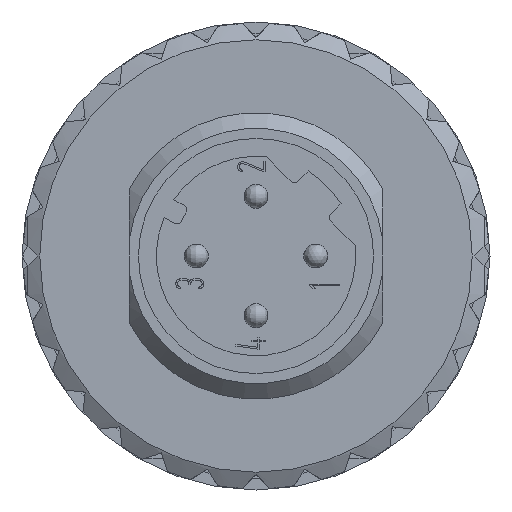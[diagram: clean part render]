
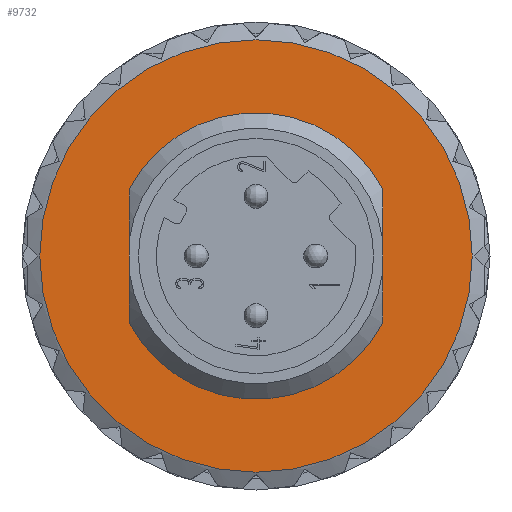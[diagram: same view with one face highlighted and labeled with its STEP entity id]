
A CAD part, front view. The second image highlights one B-rep face of the part: STEP entity #9732.
In plain terms, the highlighted planar face has unit normal (0, -1, 0).
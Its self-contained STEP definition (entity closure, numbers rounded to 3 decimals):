
#474 = DIRECTION ( 'NONE',  ( 0., 0., -1. ) ) ;
#547 = DIRECTION ( 'NONE',  ( 0., 1., 0. ) ) ;
#701 = VERTEX_POINT ( 'NONE', #1330 ) ;
#782 = CARTESIAN_POINT ( 'NONE',  ( 5.3, 9.8, -2.812 ) ) ;
#1302 = CARTESIAN_POINT ( 'NONE',  ( 0., 9.8, 0. ) ) ;
#1321 = VECTOR ( 'NONE', #16992, 1000. ) ;
#1330 = CARTESIAN_POINT ( 'NONE',  ( 5.3, 9.8, 2.812 ) ) ;
#1755 = VERTEX_POINT ( 'NONE', #10787 ) ;
#1757 = LINE ( 'NONE', #7156, #1321 ) ;
#2188 = FACE_BOUND ( 'NONE', #17364, .T. ) ;
#2381 = VERTEX_POINT ( 'NONE', #11552 ) ;
#2652 = ORIENTED_EDGE ( 'NONE', *, *, #14372, .T. ) ;
#2716 = DIRECTION ( 'NONE',  ( 0., 0., 1. ) ) ;
#3498 = VECTOR ( 'NONE', #12500, 1000. ) ;
#5024 = VERTEX_POINT ( 'NONE', #782 ) ;
#5327 = ORIENTED_EDGE ( 'NONE', *, *, #6828, .T. ) ;
#5432 = ORIENTED_EDGE ( 'NONE', *, *, #6185, .F. ) ;
#5813 = EDGE_LOOP ( 'NONE', ( #5432 ) ) ;
#6185 = EDGE_CURVE ( 'NONE', #2381, #2381, #17249, .T. ) ;
#6727 = DIRECTION ( 'NONE',  ( 0., 1., 0. ) ) ;
#6828 = EDGE_CURVE ( 'NONE', #701, #5024, #1757, .T. ) ;
#7156 = CARTESIAN_POINT ( 'NONE',  ( 5.3, 9.8, -10.338 ) ) ;
#7598 = EDGE_CURVE ( 'NONE', #11155, #1755, #15224, .T. ) ;
#8276 = CIRCLE ( 'NONE', #16227, 6. ) ;
#8305 = AXIS2_PLACEMENT_3D ( 'NONE', #15170, #6727, #16565 ) ;
#8967 = DIRECTION ( 'NONE',  ( 0., -1., 0. ) ) ;
#9034 = CARTESIAN_POINT ( 'NONE',  ( 0., 9.8, 0. ) ) ;
#9732 = ADVANCED_FACE ( 'NONE', ( #2188, #9736 ), #17398, .T. ) ;
#9736 = FACE_OUTER_BOUND ( 'NONE', #5813, .T. ) ;
#9988 = EDGE_CURVE ( 'NONE', #1755, #701, #16980, .T. ) ;
#10451 = DIRECTION ( 'NONE',  ( -1., 0., 0. ) ) ;
#10787 = CARTESIAN_POINT ( 'NONE',  ( -5.3, 9.8, 2.812 ) ) ;
#10905 = CARTESIAN_POINT ( 'NONE',  ( -5.3, 9.8, -2.812 ) ) ;
#11063 = CARTESIAN_POINT ( 'NONE',  ( -5.3, 9.8, -10.338 ) ) ;
#11155 = VERTEX_POINT ( 'NONE', #10905 ) ;
#11209 = DIRECTION ( 'NONE',  ( 0., 1., 0. ) ) ;
#11552 = CARTESIAN_POINT ( 'NONE',  ( -9.057, 9.8, 0. ) ) ;
#12436 = AXIS2_PLACEMENT_3D ( 'NONE', #14572, #8967, #474 ) ;
#12500 = DIRECTION ( 'NONE',  ( 0., 0., 1. ) ) ;
#13915 = ORIENTED_EDGE ( 'NONE', *, *, #7598, .T. ) ;
#14160 = ORIENTED_EDGE ( 'NONE', *, *, #9988, .T. ) ;
#14372 = EDGE_CURVE ( 'NONE', #5024, #11155, #8276, .T. ) ;
#14572 = CARTESIAN_POINT ( 'NONE',  ( 0.199, 9.8, -10.338 ) ) ;
#15158 = AXIS2_PLACEMENT_3D ( 'NONE', #9034, #547, #10451 ) ;
#15170 = CARTESIAN_POINT ( 'NONE',  ( 0., 9.8, 0. ) ) ;
#15224 = LINE ( 'NONE', #11063, #3498 ) ;
#16227 = AXIS2_PLACEMENT_3D ( 'NONE', #1302, #11209, #2716 ) ;
#16565 = DIRECTION ( 'NONE',  ( 0., 0., 1. ) ) ;
#16980 = CIRCLE ( 'NONE', #8305, 6. ) ;
#16992 = DIRECTION ( 'NONE',  ( 0., 0., -1. ) ) ;
#17249 = CIRCLE ( 'NONE', #15158, 9.057 ) ;
#17364 = EDGE_LOOP ( 'NONE', ( #13915, #14160, #5327, #2652 ) ) ;
#17398 = PLANE ( 'NONE',  #12436 ) ;
